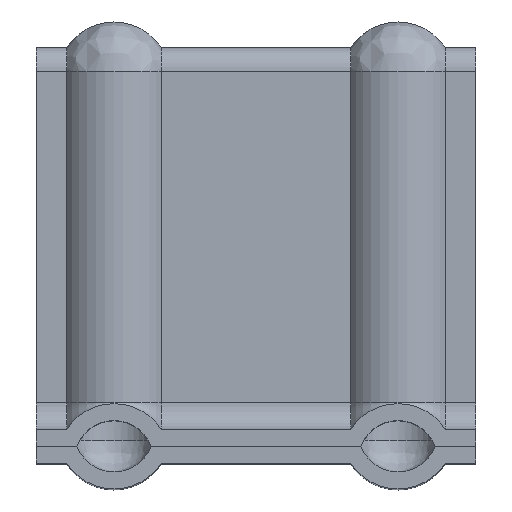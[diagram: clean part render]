
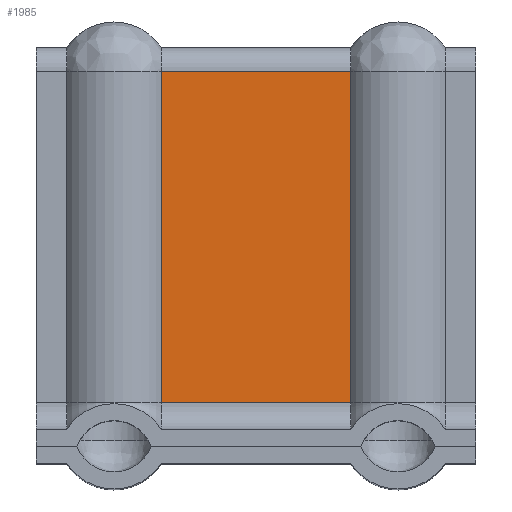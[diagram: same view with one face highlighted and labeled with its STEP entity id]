
A CAD part, top view. The second image highlights one B-rep face of the part: STEP entity #1985.
In plain terms, the highlighted planar face has unit normal (0, 0, 1).
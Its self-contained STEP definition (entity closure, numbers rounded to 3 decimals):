
#289=FACE_OUTER_BOUND('',#417,.T.);
#417=EDGE_LOOP('',(#1521,#1522,#1523,#1524));
#560=LINE('',#3311,#724);
#571=LINE('',#3396,#735);
#572=LINE('',#3400,#736);
#573=LINE('',#3401,#737);
#724=VECTOR('',#2606,10.);
#735=VECTOR('',#2651,10.);
#736=VECTOR('',#2656,10.);
#737=VECTOR('',#2657,10.);
#903=VERTEX_POINT('',#3305);
#904=VERTEX_POINT('',#3309);
#916=VERTEX_POINT('',#3395);
#917=VERTEX_POINT('',#3399);
#1115=EDGE_CURVE('',#903,#904,#560,.T.);
#1136=EDGE_CURVE('',#916,#903,#571,.T.);
#1138=EDGE_CURVE('',#917,#904,#572,.T.);
#1139=EDGE_CURVE('',#916,#917,#573,.T.);
#1521=ORIENTED_EDGE('',*,*,#1115,.T.);
#1522=ORIENTED_EDGE('',*,*,#1138,.F.);
#1523=ORIENTED_EDGE('',*,*,#1139,.F.);
#1524=ORIENTED_EDGE('',*,*,#1136,.T.);
#1898=PLANE('',#2228);
#1985=ADVANCED_FACE('',(#289),#1898,.T.);
#2228=AXIS2_PLACEMENT_3D('',#3398,#2654,#2655);
#2606=DIRECTION('',(-1.,0.,0.));
#2651=DIRECTION('',(0.,1.,0.));
#2654=DIRECTION('center_axis',(0.,0.,1.));
#2655=DIRECTION('ref_axis',(1.,0.,0.));
#2656=DIRECTION('',(0.,1.,0.));
#2657=DIRECTION('',(-1.,0.,0.));
#3305=CARTESIAN_POINT('',(46.5,55.5,-29.5));
#3309=CARTESIAN_POINT('',(18.5,55.5,-29.5));
#3311=CARTESIAN_POINT('',(46.5,55.5,-29.5));
#3395=CARTESIAN_POINT('',(46.5,6.5,-29.5));
#3396=CARTESIAN_POINT('',(46.5,6.5,-29.5));
#3398=CARTESIAN_POINT('Origin',(46.5,6.5,-29.5));
#3399=CARTESIAN_POINT('',(18.5,6.5,-29.5));
#3400=CARTESIAN_POINT('',(18.5,6.5,-29.5));
#3401=CARTESIAN_POINT('',(46.5,6.5,-29.5));
